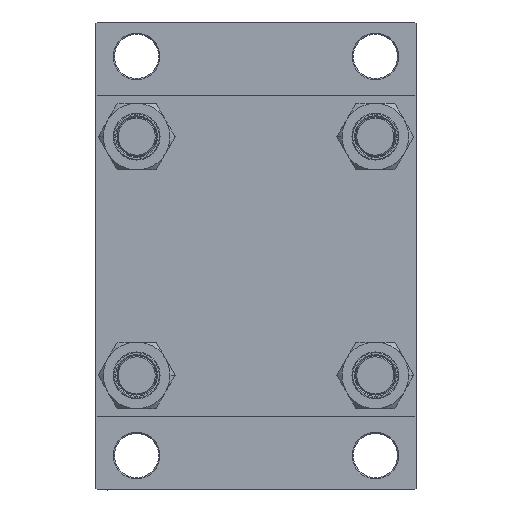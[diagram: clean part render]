
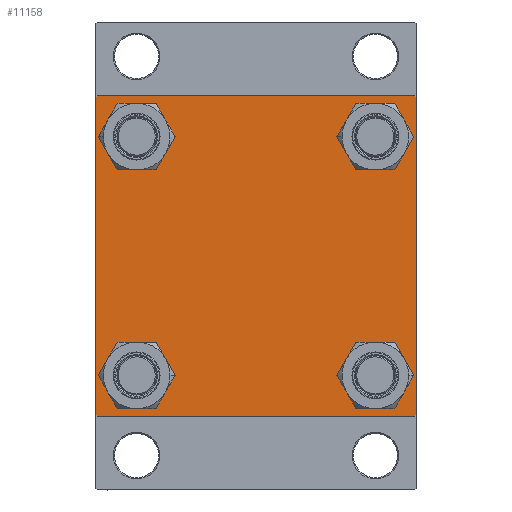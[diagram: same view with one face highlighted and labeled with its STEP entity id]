
A CAD part, left-side view. The second image highlights one B-rep face of the part: STEP entity #11158.
In plain terms, the highlighted planar face has unit normal (-1, 0, 0).
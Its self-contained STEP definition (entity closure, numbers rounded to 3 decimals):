
#14 = DIRECTION ( 'NONE',  ( 0., 0., 1. ) ) ;
#189 = CARTESIAN_POINT ( 'NONE',  ( 0., -65., 65. ) ) ;
#193 = VECTOR ( 'NONE', #1559, 1000. ) ;
#399 = EDGE_CURVE ( 'NONE', #10332, #41987, #10029, .T. ) ;
#1559 = DIRECTION ( 'NONE',  ( 0., 0., -1. ) ) ;
#1831 = LINE ( 'NONE', #2305, #27350 ) ;
#2305 = CARTESIAN_POINT ( 'NONE',  ( 0., -64.75, -64.75 ) ) ;
#2367 = DIRECTION ( 'NONE',  ( 0., 0., 1. ) ) ;
#2583 = EDGE_LOOP ( 'NONE', ( #8199, #35940 ) ) ;
#2722 = VERTEX_POINT ( 'NONE', #38164 ) ;
#2764 = DIRECTION ( 'NONE',  ( 0., -0.707, -0.707 ) ) ;
#2811 = EDGE_CURVE ( 'NONE', #17003, #5263, #31393, .T. ) ;
#3559 = CARTESIAN_POINT ( 'NONE',  ( 0., -48.45, 39.95 ) ) ;
#3782 = VERTEX_POINT ( 'NONE', #11180 ) ;
#3902 = CIRCLE ( 'NONE', #19349, 8.5 ) ;
#3938 = CARTESIAN_POINT ( 'NONE',  ( 0., -64.5, 65. ) ) ;
#4212 = DIRECTION ( 'NONE',  ( 0., -1., 0. ) ) ;
#4595 = CIRCLE ( 'NONE', #19281, 8.5 ) ;
#4615 = ORIENTED_EDGE ( 'NONE', *, *, #25238, .T. ) ;
#4689 = LINE ( 'NONE', #44891, #43814 ) ;
#5095 = EDGE_CURVE ( 'NONE', #17003, #22969, #40631, .T. ) ;
#5263 = VERTEX_POINT ( 'NONE', #3938 ) ;
#6143 = DIRECTION ( 'NONE',  ( 1., 0., 0. ) ) ;
#6196 = CARTESIAN_POINT ( 'NONE',  ( 0., -64.75, 64.75 ) ) ;
#6248 = VECTOR ( 'NONE', #2764, 1000. ) ;
#6384 = CIRCLE ( 'NONE', #17195, 8.5 ) ;
#7034 = FACE_BOUND ( 'NONE', #9135, .T. ) ;
#7764 = VERTEX_POINT ( 'NONE', #14153 ) ;
#7900 = CARTESIAN_POINT ( 'NONE',  ( 0., -48.45, -48.45 ) ) ;
#8140 = DIRECTION ( 'NONE',  ( 1., 0., 0. ) ) ;
#8199 = ORIENTED_EDGE ( 'NONE', *, *, #33799, .T. ) ;
#8911 = CARTESIAN_POINT ( 'NONE',  ( 0., -64.5, -65. ) ) ;
#8922 = CIRCLE ( 'NONE', #35986, 8.5 ) ;
#9135 = EDGE_LOOP ( 'NONE', ( #47355, #44706 ) ) ;
#9836 = ORIENTED_EDGE ( 'NONE', *, *, #20138, .T. ) ;
#9861 = DIRECTION ( 'NONE',  ( 1., 0., 0. ) ) ;
#9950 = DIRECTION ( 'NONE',  ( 0., 0., 1. ) ) ;
#10029 = LINE ( 'NONE', #28199, #26404 ) ;
#10332 = VERTEX_POINT ( 'NONE', #26543 ) ;
#10414 = PLANE ( 'NONE',  #18122 ) ;
#11158 = ADVANCED_FACE ( 'NONE', ( #24935, #17932, #25656, #7034, #32466 ), #10414, .T. ) ;
#11180 = CARTESIAN_POINT ( 'NONE',  ( 0., 48.45, 56.95 ) ) ;
#11289 = VERTEX_POINT ( 'NONE', #36247 ) ;
#11377 = CIRCLE ( 'NONE', #43090, 8.5 ) ;
#11893 = LINE ( 'NONE', #22785, #36846 ) ;
#12314 = ORIENTED_EDGE ( 'NONE', *, *, #35091, .T. ) ;
#12456 = VECTOR ( 'NONE', #42538, 1000. ) ;
#12926 = CIRCLE ( 'NONE', #27609, 8.5 ) ;
#12952 = DIRECTION ( 'NONE',  ( 0., 0.707, -0.707 ) ) ;
#13218 = CIRCLE ( 'NONE', #31799, 8.5 ) ;
#13724 = DIRECTION ( 'NONE',  ( 0., 0., 1. ) ) ;
#14035 = DIRECTION ( 'NONE',  ( 0., 0., 1. ) ) ;
#14153 = CARTESIAN_POINT ( 'NONE',  ( 0., -48.45, -39.95 ) ) ;
#14625 = CARTESIAN_POINT ( 'NONE',  ( 0., -48.45, -48.45 ) ) ;
#14982 = ORIENTED_EDGE ( 'NONE', *, *, #33079, .T. ) ;
#15613 = CARTESIAN_POINT ( 'NONE',  ( 0., 65., 64.5 ) ) ;
#16334 = VERTEX_POINT ( 'NONE', #8911 ) ;
#16407 = EDGE_CURVE ( 'NONE', #16526, #31365, #8922, .T. ) ;
#16526 = VERTEX_POINT ( 'NONE', #3559 ) ;
#16992 = EDGE_CURVE ( 'NONE', #41987, #41442, #44540, .T. ) ;
#17003 = VERTEX_POINT ( 'NONE', #40914 ) ;
#17047 = CARTESIAN_POINT ( 'NONE',  ( 0., 64.75, -64.75 ) ) ;
#17056 = ORIENTED_EDGE ( 'NONE', *, *, #16992, .T. ) ;
#17195 = AXIS2_PLACEMENT_3D ( 'NONE', #32472, #28594, #9950 ) ;
#17373 = CARTESIAN_POINT ( 'NONE',  ( 0., 64.5, -65. ) ) ;
#17399 = CARTESIAN_POINT ( 'NONE',  ( 0., 65., -64.5 ) ) ;
#17932 = FACE_BOUND ( 'NONE', #36253, .T. ) ;
#18122 = AXIS2_PLACEMENT_3D ( 'NONE', #25173, #25897, #14 ) ;
#19281 = AXIS2_PLACEMENT_3D ( 'NONE', #14625, #21888, #28917 ) ;
#19349 = AXIS2_PLACEMENT_3D ( 'NONE', #24924, #27441, #14035 ) ;
#20138 = EDGE_CURVE ( 'NONE', #34506, #16334, #11893, .T. ) ;
#20829 = CIRCLE ( 'NONE', #33217, 8.5 ) ;
#20983 = EDGE_CURVE ( 'NONE', #3782, #24283, #11377, .T. ) ;
#21888 = DIRECTION ( 'NONE',  ( 1., 0., 0. ) ) ;
#22665 = DIRECTION ( 'NONE',  ( 0., 0., 1. ) ) ;
#22728 = CARTESIAN_POINT ( 'NONE',  ( 0., 65., 65. ) ) ;
#22785 = CARTESIAN_POINT ( 'NONE',  ( 0., 65., -65. ) ) ;
#22811 = EDGE_CURVE ( 'NONE', #10332, #5263, #4689, .T. ) ;
#22969 = VERTEX_POINT ( 'NONE', #34681 ) ;
#24052 = DIRECTION ( 'NONE',  ( 0., 0., 1. ) ) ;
#24283 = VERTEX_POINT ( 'NONE', #26336 ) ;
#24357 = ORIENTED_EDGE ( 'NONE', *, *, #399, .T. ) ;
#24844 = CARTESIAN_POINT ( 'NONE',  ( 0., -48.45, 48.45 ) ) ;
#24924 = CARTESIAN_POINT ( 'NONE',  ( 0., 48.45, -48.45 ) ) ;
#24935 = FACE_BOUND ( 'NONE', #2583, .T. ) ;
#24982 = DIRECTION ( 'NONE',  ( 0., 0., 1. ) ) ;
#25173 = CARTESIAN_POINT ( 'NONE',  ( 0., 0., 0. ) ) ;
#25238 = EDGE_CURVE ( 'NONE', #7764, #2722, #12926, .T. ) ;
#25656 = FACE_BOUND ( 'NONE', #25866, .T. ) ;
#25866 = EDGE_LOOP ( 'NONE', ( #12314, #44461 ) ) ;
#25897 = DIRECTION ( 'NONE',  ( -1., 0., 0. ) ) ;
#26336 = CARTESIAN_POINT ( 'NONE',  ( 0., 48.45, 39.95 ) ) ;
#26404 = VECTOR ( 'NONE', #12952, 1000. ) ;
#26543 = CARTESIAN_POINT ( 'NONE',  ( 0., 64.5, 65. ) ) ;
#27166 = VERTEX_POINT ( 'NONE', #28889 ) ;
#27236 = ORIENTED_EDGE ( 'NONE', *, *, #22811, .F. ) ;
#27350 = VECTOR ( 'NONE', #39102, 1000. ) ;
#27441 = DIRECTION ( 'NONE',  ( 1., 0., 0. ) ) ;
#27507 = ORIENTED_EDGE ( 'NONE', *, *, #2811, .T. ) ;
#27609 = AXIS2_PLACEMENT_3D ( 'NONE', #7900, #8140, #22665 ) ;
#28199 = CARTESIAN_POINT ( 'NONE',  ( 0., 64.75, 64.75 ) ) ;
#28594 = DIRECTION ( 'NONE',  ( 1., 0., 0. ) ) ;
#28889 = CARTESIAN_POINT ( 'NONE',  ( 0., 48.45, -56.95 ) ) ;
#28917 = DIRECTION ( 'NONE',  ( 0., 0., 1. ) ) ;
#29934 = ORIENTED_EDGE ( 'NONE', *, *, #5095, .F. ) ;
#30059 = DIRECTION ( 'NONE',  ( 0., -1., 0. ) ) ;
#30575 = CARTESIAN_POINT ( 'NONE',  ( 0., -48.45, 56.95 ) ) ;
#31105 = ORIENTED_EDGE ( 'NONE', *, *, #36674, .T. ) ;
#31365 = VERTEX_POINT ( 'NONE', #30575 ) ;
#31393 = LINE ( 'NONE', #6196, #12456 ) ;
#31799 = AXIS2_PLACEMENT_3D ( 'NONE', #32053, #6143, #24052 ) ;
#32053 = CARTESIAN_POINT ( 'NONE',  ( 0., 48.45, -48.45 ) ) ;
#32278 = CARTESIAN_POINT ( 'NONE',  ( 0., 48.45, 48.45 ) ) ;
#32466 = FACE_OUTER_BOUND ( 'NONE', #37892, .T. ) ;
#32472 = CARTESIAN_POINT ( 'NONE',  ( 0., 48.45, 48.45 ) ) ;
#33079 = EDGE_CURVE ( 'NONE', #2722, #7764, #4595, .T. ) ;
#33217 = AXIS2_PLACEMENT_3D ( 'NONE', #35539, #9861, #2367 ) ;
#33799 = EDGE_CURVE ( 'NONE', #31365, #16526, #20829, .T. ) ;
#34506 = VERTEX_POINT ( 'NONE', #17373 ) ;
#34681 = CARTESIAN_POINT ( 'NONE',  ( 0., -65., -64.5 ) ) ;
#35091 = EDGE_CURVE ( 'NONE', #11289, #27166, #3902, .T. ) ;
#35539 = CARTESIAN_POINT ( 'NONE',  ( 0., -48.45, 48.45 ) ) ;
#35940 = ORIENTED_EDGE ( 'NONE', *, *, #16407, .T. ) ;
#35986 = AXIS2_PLACEMENT_3D ( 'NONE', #24844, #47629, #13724 ) ;
#36247 = CARTESIAN_POINT ( 'NONE',  ( 0., 48.45, -39.95 ) ) ;
#36253 = EDGE_LOOP ( 'NONE', ( #4615, #14982 ) ) ;
#36674 = EDGE_CURVE ( 'NONE', #41442, #34506, #42734, .T. ) ;
#36846 = VECTOR ( 'NONE', #30059, 1000. ) ;
#37155 = EDGE_CURVE ( 'NONE', #27166, #11289, #13218, .T. ) ;
#37892 = EDGE_LOOP ( 'NONE', ( #17056, #31105, #9836, #45416, #29934, #27507, #27236, #24357 ) ) ;
#38164 = CARTESIAN_POINT ( 'NONE',  ( 0., -48.45, -56.95 ) ) ;
#39098 = VECTOR ( 'NONE', #41152, 1000. ) ;
#39102 = DIRECTION ( 'NONE',  ( 0., -0.707, 0.707 ) ) ;
#40631 = LINE ( 'NONE', #189, #193 ) ;
#40914 = CARTESIAN_POINT ( 'NONE',  ( 0., -65., 64.5 ) ) ;
#41067 = EDGE_CURVE ( 'NONE', #24283, #3782, #6384, .T. ) ;
#41152 = DIRECTION ( 'NONE',  ( 0., 0., -1. ) ) ;
#41442 = VERTEX_POINT ( 'NONE', #17399 ) ;
#41987 = VERTEX_POINT ( 'NONE', #15613 ) ;
#42538 = DIRECTION ( 'NONE',  ( 0., 0.707, 0.707 ) ) ;
#42734 = LINE ( 'NONE', #17047, #6248 ) ;
#43090 = AXIS2_PLACEMENT_3D ( 'NONE', #32278, #43415, #24982 ) ;
#43415 = DIRECTION ( 'NONE',  ( 1., 0., 0. ) ) ;
#43814 = VECTOR ( 'NONE', #4212, 1000. ) ;
#43825 = EDGE_CURVE ( 'NONE', #16334, #22969, #1831, .T. ) ;
#44461 = ORIENTED_EDGE ( 'NONE', *, *, #37155, .T. ) ;
#44540 = LINE ( 'NONE', #22728, #39098 ) ;
#44706 = ORIENTED_EDGE ( 'NONE', *, *, #41067, .T. ) ;
#44891 = CARTESIAN_POINT ( 'NONE',  ( 0., 65., 65. ) ) ;
#45416 = ORIENTED_EDGE ( 'NONE', *, *, #43825, .T. ) ;
#47355 = ORIENTED_EDGE ( 'NONE', *, *, #20983, .T. ) ;
#47629 = DIRECTION ( 'NONE',  ( 1., 0., 0. ) ) ;
